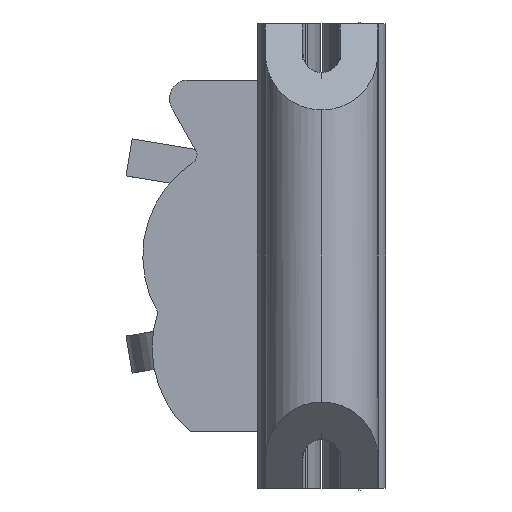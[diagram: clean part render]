
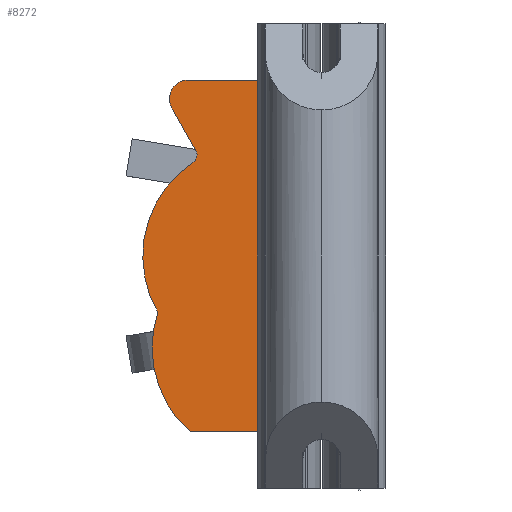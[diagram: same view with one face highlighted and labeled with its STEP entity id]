
A CAD part, left-side view. The second image highlights one B-rep face of the part: STEP entity #8272.
In plain terms, the highlighted planar face has unit normal (-1, 0, 0).
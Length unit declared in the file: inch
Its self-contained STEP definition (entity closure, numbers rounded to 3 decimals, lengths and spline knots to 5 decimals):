
#32 = VERTEX_POINT ( 'NONE', #4689 ) ;
#228 = EDGE_CURVE ( 'NONE', #7908, #4297, #4777, .T. ) ;
#370 = DIRECTION ( 'NONE',  ( 0., 0., -1. ) ) ;
#381 = VECTOR ( 'NONE', #4042, 39.37008 ) ;
#421 = DIRECTION ( 'NONE',  ( 1., 0., 0. ) ) ;
#509 = DIRECTION ( 'NONE',  ( 0., 1., 0. ) ) ;
#746 = DIRECTION ( 'NONE',  ( 1., 0., 0. ) ) ;
#965 = AXIS2_PLACEMENT_3D ( 'NONE', #6950, #3059, #7598 ) ;
#1292 = DIRECTION ( 'NONE',  ( 0., 1., 0. ) ) ;
#1787 = EDGE_CURVE ( 'NONE', #4197, #2939, #8065, .T. ) ;
#1827 = ORIENTED_EDGE ( 'NONE', *, *, #6431, .T. ) ;
#2637 = ORIENTED_EDGE ( 'NONE', *, *, #228, .F. ) ;
#2674 = CARTESIAN_POINT ( 'NONE',  ( 0.50398, 0.07132, 0.094 ) ) ;
#2769 = AXIS2_PLACEMENT_3D ( 'NONE', #8396, #4546, #509 ) ;
#2939 = VERTEX_POINT ( 'NONE', #6092 ) ;
#3059 = DIRECTION ( 'NONE',  ( -1., 0., 0. ) ) ;
#3443 = VERTEX_POINT ( 'NONE', #3497 ) ;
#3497 = CARTESIAN_POINT ( 'NONE',  ( 0.50398, 0.03048, -0.094 ) ) ;
#3755 = EDGE_CURVE ( 'NONE', #4297, #4389, #6625, .T. ) ;
#3981 = AXIS2_PLACEMENT_3D ( 'NONE', #6365, #6339, #370 ) ;
#4042 = DIRECTION ( 'NONE',  ( 0., 0., -1. ) ) ;
#4123 = CARTESIAN_POINT ( 'NONE',  ( 0.50398, 0.06724, 0.05657 ) ) ;
#4197 = VERTEX_POINT ( 'NONE', #5624 ) ;
#4297 = VERTEX_POINT ( 'NONE', #5096 ) ;
#4389 = VERTEX_POINT ( 'NONE', #2674 ) ;
#4403 = VECTOR ( 'NONE', #1292, 39.37008 ) ;
#4462 = CARTESIAN_POINT ( 'NONE',  ( 0.50398, 0.07132, 0.084 ) ) ;
#4546 = DIRECTION ( 'NONE',  ( 1., 0., 0. ) ) ;
#4689 = CARTESIAN_POINT ( 'NONE',  ( 0.50398, 0.06882, 0.04994 ) ) ;
#4750 = CARTESIAN_POINT ( 'NONE',  ( 0.50398, 0.03557, 0. ) ) ;
#4777 = LINE ( 'NONE', #6563, #7981 ) ;
#5008 = CIRCLE ( 'NONE', #965, 0.005 ) ;
#5028 = DIRECTION ( 'NONE',  ( 0., -1., 0. ) ) ;
#5096 = CARTESIAN_POINT ( 'NONE',  ( 0.50398, 0.08002, 0.07906 ) ) ;
#5116 = DIRECTION ( 'NONE',  ( 0., 0., -1. ) ) ;
#5186 = EDGE_CURVE ( 'NONE', #2939, #32, #5326, .T. ) ;
#5326 = CIRCLE ( 'NONE', #6984, 0.06 ) ;
#5392 = DIRECTION ( 'NONE',  ( 0., 0., -1. ) ) ;
#5466 = EDGE_CURVE ( 'NONE', #32, #7908, #5008, .T. ) ;
#5511 = ORIENTED_EDGE ( 'NONE', *, *, #7535, .F. ) ;
#5616 = AXIS2_PLACEMENT_3D ( 'NONE', #4462, #421, #5116 ) ;
#5624 = CARTESIAN_POINT ( 'NONE',  ( 0.50398, 0.0703, -0.094 ) ) ;
#5705 = LINE ( 'NONE', #7887, #381 ) ;
#5873 = PLANE ( 'NONE',  #2769 ) ;
#5912 = ORIENTED_EDGE ( 'NONE', *, *, #3755, .F. ) ;
#6092 = CARTESIAN_POINT ( 'NONE',  ( 0.50398, 0.08753, -0.03 ) ) ;
#6116 = LINE ( 'NONE', #8434, #4403 ) ;
#6150 = EDGE_LOOP ( 'NONE', ( #8327, #8539, #1827, #5511, #7190, #5912, #2637, #8027 ) ) ;
#6337 = VECTOR ( 'NONE', #5028, 39.37008 ) ;
#6339 = DIRECTION ( 'NONE',  ( 1., 0., 0. ) ) ;
#6365 = CARTESIAN_POINT ( 'NONE',  ( 0.50398, 0.03062, -0.049 ) ) ;
#6431 = EDGE_CURVE ( 'NONE', #4197, #3443, #8043, .T. ) ;
#6448 = DIRECTION ( 'NONE',  ( 0., 0.494, 0.869 ) ) ;
#6563 = CARTESIAN_POINT ( 'NONE',  ( 0.50398, 0.06724, 0.05657 ) ) ;
#6625 = CIRCLE ( 'NONE', #5616, 0.01 ) ;
#6950 = CARTESIAN_POINT ( 'NONE',  ( 0.50398, 0.07159, 0.0541 ) ) ;
#6984 = AXIS2_PLACEMENT_3D ( 'NONE', #4750, #746, #5392 ) ;
#7190 = ORIENTED_EDGE ( 'NONE', *, *, #7429, .T. ) ;
#7429 = EDGE_CURVE ( 'NONE', #7477, #4389, #6116, .T. ) ;
#7477 = VERTEX_POINT ( 'NONE', #8463 ) ;
#7535 = EDGE_CURVE ( 'NONE', #7477, #3443, #5705, .T. ) ;
#7598 = DIRECTION ( 'NONE',  ( 0., 0., 1. ) ) ;
#7695 = FACE_OUTER_BOUND ( 'NONE', #6150, .T. ) ;
#7887 = CARTESIAN_POINT ( 'NONE',  ( 0.50398, 0.03048, 0.124 ) ) ;
#7908 = VERTEX_POINT ( 'NONE', #4123 ) ;
#7981 = VECTOR ( 'NONE', #6448, 39.37008 ) ;
#8027 = ORIENTED_EDGE ( 'NONE', *, *, #5466, .F. ) ;
#8043 = LINE ( 'NONE', #8230, #6337 ) ;
#8065 = CIRCLE ( 'NONE', #3981, 0.06 ) ;
#8230 = CARTESIAN_POINT ( 'NONE',  ( 0.50398, 0.1795, -0.094 ) ) ;
#8272 = ADVANCED_FACE ( 'NONE', ( #7695 ), #5873, .F. ) ;
#8327 = ORIENTED_EDGE ( 'NONE', *, *, #5186, .F. ) ;
#8396 = CARTESIAN_POINT ( 'NONE',  ( 0.50398, 0.1795, 0.124 ) ) ;
#8434 = CARTESIAN_POINT ( 'NONE',  ( 0.50398, 0.1795, 0.094 ) ) ;
#8463 = CARTESIAN_POINT ( 'NONE',  ( 0.50398, 0.03048, 0.094 ) ) ;
#8539 = ORIENTED_EDGE ( 'NONE', *, *, #1787, .F. ) ;
